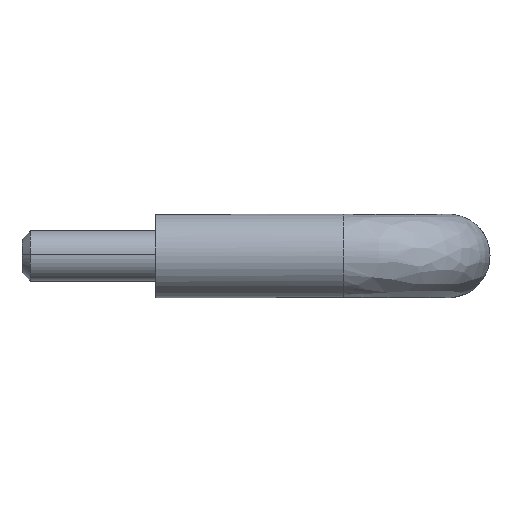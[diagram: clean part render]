
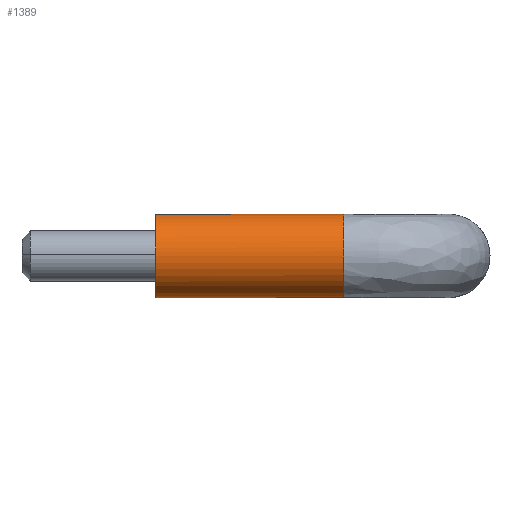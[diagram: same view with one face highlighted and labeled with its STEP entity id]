
A CAD part, left-side view. The second image highlights one B-rep face of the part: STEP entity #1389.
In plain terms, the highlighted free-form (B-spline) face has degree [2, 1] with [7, 2] control points.
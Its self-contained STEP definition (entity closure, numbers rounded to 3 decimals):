
#1192=CARTESIAN_POINT('',(2.421,-22.5,-4.375));
#1193=VERTEX_POINT('',#1192);
#1209=CARTESIAN_POINT('',(2.421,0.,-4.375));
#1210=VERTEX_POINT('',#1209);
#1211=CARTESIAN_POINT('',(2.421,0.,-4.375));
#1212=CARTESIAN_POINT('',(2.421,-22.5,-4.375));
#1213=QUASI_UNIFORM_CURVE('',1,(#1211,#1212),.UNSPECIFIED.,.F.,.U.);
#1214=EDGE_CURVE('',#1210,#1193,#1213,.T.);
#1231=CARTESIAN_POINT('',(3.686,0.0,3.378));
#1232=VERTEX_POINT('',#1231);
#1246=CARTESIAN_POINT('',(3.686,-22.5,3.378));
#1247=VERTEX_POINT('',#1246);
#1248=CARTESIAN_POINT('',(3.686,0.0,3.378));
#1249=CARTESIAN_POINT('',(3.686,-22.5,3.378));
#1250=QUASI_UNIFORM_CURVE('',1,(#1248,#1249),.UNSPECIFIED.,.F.,.U.);
#1251=EDGE_CURVE('',#1232,#1247,#1250,.T.);
#1269=CARTESIAN_POINT('',(3.686,0.563,3.378));
#1270=CARTESIAN_POINT('',(0.308,0.563,7.064));
#1271=CARTESIAN_POINT('',(-3.378,0.563,3.686));
#1272=CARTESIAN_POINT('',(-7.064,0.563,0.308));
#1273=CARTESIAN_POINT('',(-3.686,0.563,-3.378));
#1274=CARTESIAN_POINT('',(-1.025,0.563,-6.282));
#1275=CARTESIAN_POINT('',(2.421,0.563,-4.375));
#1276=CARTESIAN_POINT('',(3.686,-23.077,3.378));
#1277=CARTESIAN_POINT('',(0.308,-23.077,7.064));
#1278=CARTESIAN_POINT('',(-3.378,-23.077,3.686));
#1279=CARTESIAN_POINT('',(-7.064,-23.077,0.308));
#1280=CARTESIAN_POINT('',(-3.686,-23.077,-3.378));
#1281=CARTESIAN_POINT('',(-1.025,-23.077,-6.282));
#1282=CARTESIAN_POINT('',(2.421,-23.077,-4.375));
#1290=(BOUNDED_SURFACE()B_SPLINE_SURFACE(2,1,((#1269,#1276),(#1270,#1277),(#1271,#1278),(#1272,#1279),(#1273,#1280),(#1274,#1281),(#1275,#1282)),.UNSPECIFIED.,.F.,.F.,.U.)B_SPLINE_SURFACE_WITH_KNOTS((3,2,2,3),(2,2),(0.0,8.284,16.569,23.527),(0.0,23.639),.UNSPECIFIED.)GEOMETRIC_REPRESENTATION_ITEM()RATIONAL_B_SPLINE_SURFACE(((1.0,1.0),(0.707,0.707),(1.0,1.0),(0.707,0.707),(1.0,1.0),(0.754,0.754),(0.921,0.921)))REPRESENTATION_ITEM('')SURFACE());
#1291=CARTESIAN_POINT('',(-0.349,-22.5,-4.988));
#1292=VERTEX_POINT('',#1291);
#1293=CARTESIAN_POINT('',(-0.349,-22.5,-4.988));
#1294=CARTESIAN_POINT('',(-0.175,-22.5,-5.0));
#1295=CARTESIAN_POINT('',(0.,-22.5,-5.0));
#1296=CARTESIAN_POINT('',(1.291,-22.5,-5.));
#1297=CARTESIAN_POINT('',(2.421,-22.5,-4.375));
#1305=(BOUNDED_CURVE()B_SPLINE_CURVE(2,(#1293,#1294,#1295,#1296,#1297),.UNSPECIFIED.,.F.,.U.)B_SPLINE_CURVE_WITH_KNOTS((3,2,3),(0.238,0.25,0.332),.UNSPECIFIED.)CURVE()GEOMETRIC_REPRESENTATION_ITEM()RATIONAL_B_SPLINE_CURVE((0.973,0.986,1.0,0.903,0.87))REPRESENTATION_ITEM(''));
#1306=EDGE_CURVE('',#1292,#1193,#1305,.T.);
#1307=ORIENTED_EDGE('',*,*,#1306,.F.);
#1308=CARTESIAN_POINT('',(-5.,-22.5,0.0));
#1309=VERTEX_POINT('',#1308);
#1310=CARTESIAN_POINT('',(-5.,-22.5,0.0));
#1311=CARTESIAN_POINT('',(-5.,-22.5,-4.663));
#1312=CARTESIAN_POINT('',(-0.349,-22.5,-4.988));
#1320=(BOUNDED_CURVE()B_SPLINE_CURVE(2,(#1310,#1311,#1312),.UNSPECIFIED.,.F.,.U.)B_SPLINE_CURVE_WITH_KNOTS((3,3),(0.0,0.238),.UNSPECIFIED.)CURVE()GEOMETRIC_REPRESENTATION_ITEM()RATIONAL_B_SPLINE_CURVE((1.0,0.721,0.973))REPRESENTATION_ITEM(''));
#1321=EDGE_CURVE('',#1309,#1292,#1320,.T.);
#1322=ORIENTED_EDGE('',*,*,#1321,.F.);
#1323=CARTESIAN_POINT('',(0.063,-22.5,5.));
#1324=VERTEX_POINT('',#1323);
#1325=CARTESIAN_POINT('',(0.063,-22.5,5.));
#1326=CARTESIAN_POINT('',(0.031,-22.5,5.));
#1327=CARTESIAN_POINT('',(0.,-22.5,5.0));
#1328=CARTESIAN_POINT('',(-5.,-22.5,5.));
#1329=CARTESIAN_POINT('',(-5.,-22.5,0.0));
#1337=(BOUNDED_CURVE()B_SPLINE_CURVE(2,(#1325,#1326,#1327,#1328,#1329),.UNSPECIFIED.,.F.,.U.)B_SPLINE_CURVE_WITH_KNOTS((3,2,3),(0.748,0.75,1.0),.UNSPECIFIED.)CURVE()GEOMETRIC_REPRESENTATION_ITEM()RATIONAL_B_SPLINE_CURVE((0.995,0.997,1.0,0.707,1.0))REPRESENTATION_ITEM(''));
#1338=EDGE_CURVE('',#1324,#1309,#1337,.T.);
#1339=ORIENTED_EDGE('',*,*,#1338,.F.);
#1340=CARTESIAN_POINT('',(3.686,-22.5,3.378));
#1341=CARTESIAN_POINT('',(2.225,-22.5,4.972));
#1342=CARTESIAN_POINT('',(0.063,-22.5,5.));
#1350=(BOUNDED_CURVE()B_SPLINE_CURVE(2,(#1340,#1341,#1342),.UNSPECIFIED.,.F.,.U.)B_SPLINE_CURVE_WITH_KNOTS((3,3),(0.618,0.748),.UNSPECIFIED.)CURVE()GEOMETRIC_REPRESENTATION_ITEM()RATIONAL_B_SPLINE_CURVE((0.854,0.846,0.995))REPRESENTATION_ITEM(''));
#1351=EDGE_CURVE('',#1247,#1324,#1350,.T.);
#1352=ORIENTED_EDGE('',*,*,#1351,.F.);
#1353=ORIENTED_EDGE('',*,*,#1251,.F.);
#1354=CARTESIAN_POINT('',(-5.0,0.0,0.0));
#1355=VERTEX_POINT('',#1354);
#1356=CARTESIAN_POINT('',(3.686,0.0,3.378));
#1357=CARTESIAN_POINT('',(2.2,0.0,5.));
#1358=CARTESIAN_POINT('',(0.0,0.0,5.0));
#1359=CARTESIAN_POINT('',(-5.,0.0,5.));
#1360=CARTESIAN_POINT('',(-5.0,0.0,0.0));
#1368=(BOUNDED_CURVE()B_SPLINE_CURVE(2,(#1356,#1357,#1358,#1359,#1360),.UNSPECIFIED.,.F.,.U.)B_SPLINE_CURVE_WITH_KNOTS((3,2,3),(0.618,0.75,1.0),.UNSPECIFIED.)CURVE()GEOMETRIC_REPRESENTATION_ITEM()RATIONAL_B_SPLINE_CURVE((0.854,0.846,1.0,0.707,1.0))REPRESENTATION_ITEM(''));
#1369=EDGE_CURVE('',#1232,#1355,#1368,.T.);
#1370=ORIENTED_EDGE('',*,*,#1369,.T.);
#1371=CARTESIAN_POINT('',(-5.0,0.0,0.0));
#1372=CARTESIAN_POINT('',(-5.,0.0,-5.));
#1373=CARTESIAN_POINT('',(0.0,0.0,-5.0));
#1374=CARTESIAN_POINT('',(1.291,0.0,-5.0));
#1375=CARTESIAN_POINT('',(2.421,0.,-4.375));
#1383=(BOUNDED_CURVE()B_SPLINE_CURVE(2,(#1371,#1372,#1373,#1374,#1375),.UNSPECIFIED.,.F.,.U.)B_SPLINE_CURVE_WITH_KNOTS((3,2,3),(0.0,0.25,0.332),.UNSPECIFIED.)CURVE()GEOMETRIC_REPRESENTATION_ITEM()RATIONAL_B_SPLINE_CURVE((1.0,0.707,1.0,0.903,0.87))REPRESENTATION_ITEM(''));
#1384=EDGE_CURVE('',#1355,#1210,#1383,.T.);
#1385=ORIENTED_EDGE('',*,*,#1384,.T.);
#1386=ORIENTED_EDGE('',*,*,#1214,.T.);
#1387=EDGE_LOOP('',(#1307,#1322,#1339,#1352,#1353,#1370,#1385,#1386));
#1388=FACE_OUTER_BOUND('',#1387,.T.);
#1389=ADVANCED_FACE('',(#1388),#1290,.T.);
